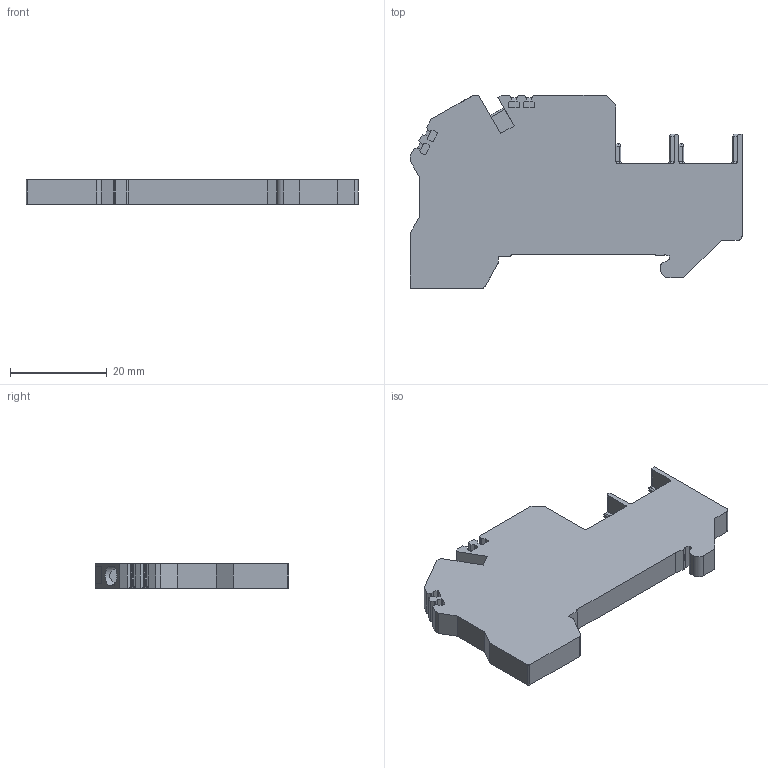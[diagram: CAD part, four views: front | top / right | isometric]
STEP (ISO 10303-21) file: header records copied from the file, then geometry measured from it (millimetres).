
FILE_DESCRIPTION(/* description */ (''),/* implementation_level */ '2;1');
FILE_NAME(/* name */ '3531_ZIZA15_3_B_LED_iso.stp',/* time_stamp */ '2011-08-03T09:19:05+02:00',/* author */ (''),/* organization */ (''),/* preprocessor_version */ 'ST-DEVELOPER v11',/* originating_system */ 'SIEMENS UGS NX 6.0',/* authorisation */ '');
FILE_SCHEMA (('CONFIG_CONTROL_DESIGN'));
Length unit declared in the file: millimetre
Products named in the file (1): 3531_ZIZA15_3_B_LED_iso
Bounding box: 68.5 x 39.9 x 5.1 mm (x, y, z)
Volume: 9579.8 mm3; surface area: 5445.1 mm2
Topology: 1 solids, 1 shells, 317 faces, 865 edges, 544 vertices
Faces by surface type: plane 190, cylinder 95, torus 16, sphere 12, bspline 4
Full cylindrical faces by diameter (mm): 2.2 x1
Entity records: 10145 total; most frequent: CARTESIAN_POINT 2045, ORIENTED_EDGE 1704, DIRECTION 1655, EDGE_CURVE 852, LINE 603, VECTOR 603, VERTEX_POINT 544, AXIS2_PLACEMENT_3D 526
